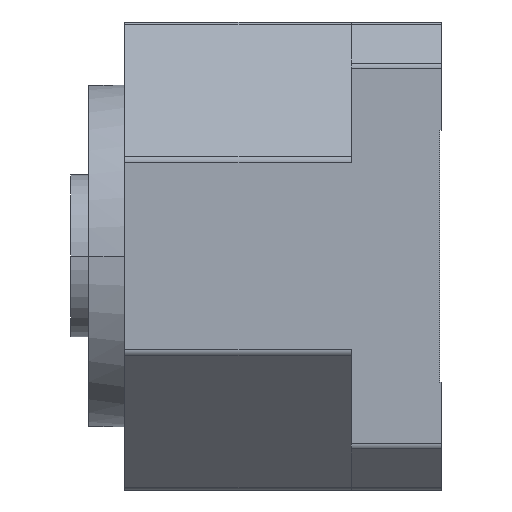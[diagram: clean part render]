
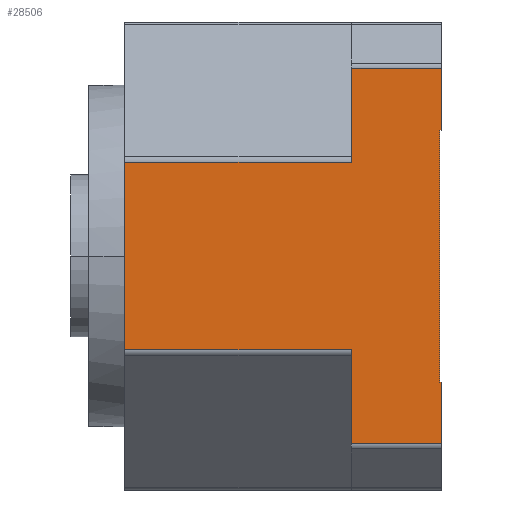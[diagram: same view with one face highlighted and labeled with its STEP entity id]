
A CAD part, left-side view. The second image highlights one B-rep face of the part: STEP entity #28506.
In plain terms, the highlighted planar face has unit normal (-1, 0, 0).
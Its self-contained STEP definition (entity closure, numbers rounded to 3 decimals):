
#24157=DIRECTION('',(0.,0.,1.));
#24158=VECTOR('',#24157,17.172);
#24159=CARTESIAN_POINT('',(-65.,-63.,-52.172));
#24160=LINE('',#24159,#24158);
#24238=DIRECTION('',(0.,0.,1.));
#24239=VECTOR('',#24238,17.172);
#24240=CARTESIAN_POINT('',(-65.,-63.,35.));
#24241=LINE('',#24240,#24239);
#24345=DIRECTION('',(0.,0.,-1.));
#24346=VECTOR('',#24345,26.076);
#24347=CARTESIAN_POINT('',(-65.,-38.,-26.095));
#24348=LINE('',#24347,#24346);
#24390=DIRECTION('',(0.,0.,-1.));
#24391=VECTOR('',#24390,26.076);
#24392=CARTESIAN_POINT('',(-65.,-38.,52.172));
#24393=LINE('',#24392,#24391);
#24571=DIRECTION('',(0.,0.,1.));
#24572=VECTOR('',#24571,52.191);
#24573=CARTESIAN_POINT('',(-65.,25.,-26.095));
#24574=LINE('',#24573,#24572);
#25023=DIRECTION('',(0.,-1.,0.));
#25024=VECTOR('',#25023,25.);
#25025=CARTESIAN_POINT('',(-65.,-38.,-52.172));
#25026=LINE('',#25025,#25024);
#25027=DIRECTION('',(0.,-1.,0.));
#25028=VECTOR('',#25027,63.);
#25029=CARTESIAN_POINT('',(-65.,25.,-26.095));
#25030=LINE('',#25029,#25028);
#25031=DIRECTION('',(0.,1.,0.));
#25032=VECTOR('',#25031,63.);
#25033=CARTESIAN_POINT('',(-65.,-38.,26.095));
#25034=LINE('',#25033,#25032);
#25035=DIRECTION('',(0.,1.,0.));
#25036=VECTOR('',#25035,25.);
#25037=CARTESIAN_POINT('',(-65.,-63.,52.172));
#25038=LINE('',#25037,#25036);
#25039=DIRECTION('',(0.,1.,0.));
#25040=VECTOR('',#25039,0.5);
#25041=CARTESIAN_POINT('',(-65.,-63.,35.));
#25042=LINE('',#25041,#25040);
#25043=DIRECTION('',(0.,0.,1.));
#25044=VECTOR('',#25043,70.);
#25045=CARTESIAN_POINT('',(-65.,-62.5,-35.));
#25046=LINE('',#25045,#25044);
#25047=DIRECTION('',(0.,1.,0.));
#25048=VECTOR('',#25047,0.5);
#25049=CARTESIAN_POINT('',(-65.,-63.,-35.));
#25050=LINE('',#25049,#25048);
#26701=CARTESIAN_POINT('',(-65.,-63.,35.));
#26702=VERTEX_POINT('',#26701);
#26703=CARTESIAN_POINT('',(-65.,-63.,-35.));
#26705=VERTEX_POINT('',#26703);
#26709=CARTESIAN_POINT('',(-65.,-62.5,-35.));
#26710=CARTESIAN_POINT('',(-65.,-62.5,35.));
#26711=VERTEX_POINT('',#26709);
#26712=VERTEX_POINT('',#26710);
#26755=CARTESIAN_POINT('',(-65.,-63.,-52.172));
#26757=VERTEX_POINT('',#26755);
#26761=CARTESIAN_POINT('',(-65.,-38.,-52.172));
#26762=VERTEX_POINT('',#26761);
#26787=CARTESIAN_POINT('',(-65.,-38.,52.172));
#26789=VERTEX_POINT('',#26787);
#26793=CARTESIAN_POINT('',(-65.,-63.,52.172));
#26794=VERTEX_POINT('',#26793);
#26839=CARTESIAN_POINT('',(-65.,25.,-26.095));
#26840=VERTEX_POINT('',#26839);
#26841=CARTESIAN_POINT('',(-65.,-38.,-26.095));
#26842=VERTEX_POINT('',#26841);
#26843=CARTESIAN_POINT('',(-65.,25.,26.095));
#26845=VERTEX_POINT('',#26843);
#26849=CARTESIAN_POINT('',(-65.,-38.,26.095));
#26850=VERTEX_POINT('',#26849);
#28481=CARTESIAN_POINT('',(-65.,-63.,-65.));
#28482=DIRECTION('',(-1.,0.,0.));
#28483=DIRECTION('',(0.,0.,1.));
#28484=AXIS2_PLACEMENT_3D('',#28481,#28482,#28483);
#28485=PLANE('',#28484);
#28487=ORIENTED_EDGE('',*,*,#28486,.F.);
#28488=ORIENTED_EDGE('',*,*,#27569,.F.);
#28489=ORIENTED_EDGE('',*,*,#28475,.F.);
#28490=ORIENTED_EDGE('',*,*,#27925,.T.);
#28492=ORIENTED_EDGE('',*,*,#28491,.F.);
#28493=ORIENTED_EDGE('',*,*,#27625,.F.);
#28495=ORIENTED_EDGE('',*,*,#28494,.F.);
#28496=ORIENTED_EDGE('',*,*,#27471,.F.);
#28498=ORIENTED_EDGE('',*,*,#28497,.T.);
#28500=ORIENTED_EDGE('',*,*,#28499,.F.);
#28502=ORIENTED_EDGE('',*,*,#28501,.F.);
#28503=ORIENTED_EDGE('',*,*,#27403,.F.);
#28504=EDGE_LOOP('',(#28487,#28488,#28489,#28490,#28492,#28493,#28495,#28496,
#28498,#28500,#28502,#28503));
#28505=FACE_OUTER_BOUND('',#28504,.F.);
#28506=ADVANCED_FACE('',(#28505),#28485,.T.);
#27403=EDGE_CURVE('',#26757,#26705,#24160,.T.);
#27471=EDGE_CURVE('',#26702,#26794,#24241,.T.);
#27569=EDGE_CURVE('',#26842,#26762,#24348,.T.);
#27625=EDGE_CURVE('',#26789,#26850,#24393,.T.);
#27925=EDGE_CURVE('',#26840,#26845,#24574,.T.);
#28475=EDGE_CURVE('',#26840,#26842,#25030,.T.);
#28486=EDGE_CURVE('',#26762,#26757,#25026,.T.);
#28491=EDGE_CURVE('',#26850,#26845,#25034,.T.);
#28494=EDGE_CURVE('',#26794,#26789,#25038,.T.);
#28497=EDGE_CURVE('',#26702,#26712,#25042,.T.);
#28499=EDGE_CURVE('',#26711,#26712,#25046,.T.);
#28501=EDGE_CURVE('',#26705,#26711,#25050,.T.);
